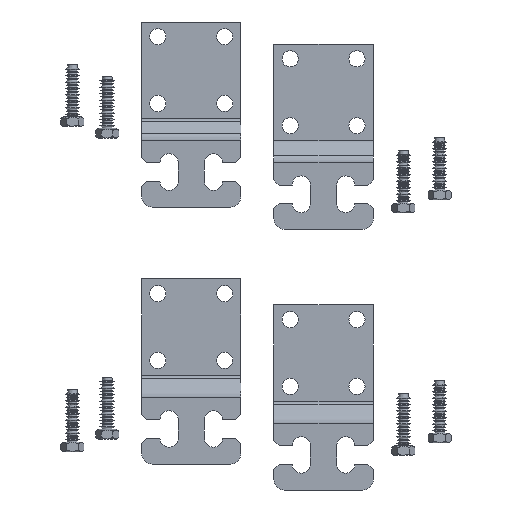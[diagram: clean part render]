
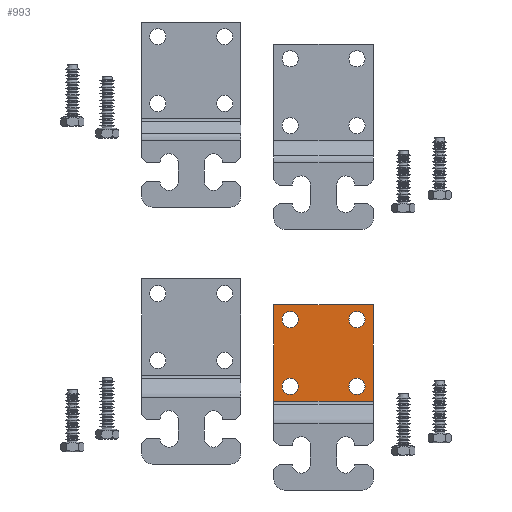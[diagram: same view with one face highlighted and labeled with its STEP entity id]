
A CAD part, front view. The second image highlights one B-rep face of the part: STEP entity #993.
In plain terms, the highlighted planar face has unit normal (0, -1, 0).
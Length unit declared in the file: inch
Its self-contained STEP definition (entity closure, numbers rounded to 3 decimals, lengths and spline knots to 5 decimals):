
#96 = VERTEX_POINT ( 'NONE', #2937 ) ;
#136 = VERTEX_POINT ( 'NONE', #2955 ) ;
#338 = VERTEX_POINT ( 'NONE', #3019 ) ;
#352 = VERTEX_POINT ( 'NONE', #2919 ) ;
#360 = VERTEX_POINT ( 'NONE', #2862 ) ;
#365 = VERTEX_POINT ( 'NONE', #2853 ) ;
#367 = VERTEX_POINT ( 'NONE', #2843 ) ;
#472 = VERTEX_POINT ( 'NONE', #2899 ) ;
#993 = ADVANCED_FACE ( 'NONE', ( #4016, #4008, #3939, #3950, #3963 ), #4319, .T. ) ;
#1281 = AXIS2_PLACEMENT_3D ( 'NONE', #4321, #4312, #4330 ) ;
#1546 = EDGE_LOOP ( 'NONE', ( #1694, #1612 ) ) ;
#1559 = ORIENTED_EDGE ( 'NONE', *, *, #2151, .T. ) ;
#1563 = EDGE_LOOP ( 'NONE', ( #1722, #1692, #1638, #1621 ) ) ;
#1576 = EDGE_LOOP ( 'NONE', ( #1723, #1689 ) ) ;
#1587 = ORIENTED_EDGE ( 'NONE', *, *, #1938, .T. ) ;
#1590 = EDGE_LOOP ( 'NONE', ( #1587, #1559 ) ) ;
#1612 = ORIENTED_EDGE ( 'NONE', *, *, #2154, .T. ) ;
#1621 = ORIENTED_EDGE ( 'NONE', *, *, #1935, .T. ) ;
#1627 = DIRECTION ( 'NONE',  ( 0., 1., 0. ) ) ;
#1638 = ORIENTED_EDGE ( 'NONE', *, *, #1943, .T. ) ;
#1652 = ORIENTED_EDGE ( 'NONE', *, *, #2139, .T. ) ;
#1657 = EDGE_LOOP ( 'NONE', ( #1675, #1652 ) ) ;
#1660 = CARTESIAN_POINT ( 'NONE',  ( -1.5897, 0., 0.32101 ) ) ;
#1672 = DIRECTION ( 'NONE',  ( 0., 0., -1. ) ) ;
#1675 = ORIENTED_EDGE ( 'NONE', *, *, #1937, .T. ) ;
#1689 = ORIENTED_EDGE ( 'NONE', *, *, #1866, .T. ) ;
#1692 = ORIENTED_EDGE ( 'NONE', *, *, #1942, .F. ) ;
#1694 = ORIENTED_EDGE ( 'NONE', *, *, #1939, .T. ) ;
#1722 = ORIENTED_EDGE ( 'NONE', *, *, #1941, .F. ) ;
#1723 = ORIENTED_EDGE ( 'NONE', *, *, #1940, .T. ) ;
#1754 = DIRECTION ( 'NONE',  ( 1., 0., 0. ) ) ;
#1765 = CARTESIAN_POINT ( 'NONE',  ( -1.9, 0., 0.04142 ) ) ;
#1866 = EDGE_CURVE ( 'NONE', #4028, #4077, #3802, .T. ) ;
#1935 = EDGE_CURVE ( 'NONE', #338, #96, #3606, .T. ) ;
#1937 = EDGE_CURVE ( 'NONE', #360, #4051, #3587, .T. ) ;
#1938 = EDGE_CURVE ( 'NONE', #4073, #352, #3663, .T. ) ;
#1939 = EDGE_CURVE ( 'NONE', #365, #367, #3588, .T. ) ;
#1940 = EDGE_CURVE ( 'NONE', #4077, #4028, #3596, .T. ) ;
#1941 = EDGE_CURVE ( 'NONE', #136, #96, #3615, .T. ) ;
#1942 = EDGE_CURVE ( 'NONE', #472, #136, #3671, .T. ) ;
#1943 = EDGE_CURVE ( 'NONE', #472, #338, #3657, .T. ) ;
#2139 = EDGE_CURVE ( 'NONE', #4051, #360, #4618, .T. ) ;
#2151 = EDGE_CURVE ( 'NONE', #352, #4073, #4633, .T. ) ;
#2154 = EDGE_CURVE ( 'NONE', #367, #365, #4638, .T. ) ;
#2270 = AXIS2_PLACEMENT_3D ( 'NONE', #2344, #2485, #2328 ) ;
#2271 = AXIS2_PLACEMENT_3D ( 'NONE', #2397, #2398, #2400 ) ;
#2286 = AXIS2_PLACEMENT_3D ( 'NONE', #2395, #2390, #2378 ) ;
#2328 = DIRECTION ( 'NONE',  ( 0., 0., -1. ) ) ;
#2344 = CARTESIAN_POINT ( 'NONE',  ( -0.3103, 0., 1.60041 ) ) ;
#2378 = DIRECTION ( 'NONE',  ( 0., 0., -1. ) ) ;
#2390 = DIRECTION ( 'NONE',  ( 0., 1., 0. ) ) ;
#2395 = CARTESIAN_POINT ( 'NONE',  ( -1.5897, 0., 1.60041 ) ) ;
#2397 = CARTESIAN_POINT ( 'NONE',  ( -0.3103, 0., 0.32101 ) ) ;
#2398 = DIRECTION ( 'NONE',  ( 0., 1., 0. ) ) ;
#2400 = DIRECTION ( 'NONE',  ( 0., 0., -1. ) ) ;
#2485 = DIRECTION ( 'NONE',  ( 0., 1., 0. ) ) ;
#2612 = CARTESIAN_POINT ( 'NONE',  ( -1.5897, 0., 0.16651 ) ) ;
#2669 = CARTESIAN_POINT ( 'NONE',  ( -1.5897, 0., 0.47551 ) ) ;
#2688 = CARTESIAN_POINT ( 'NONE',  ( -0.3103, 0., 1.75491 ) ) ;
#2752 = CARTESIAN_POINT ( 'NONE',  ( -1.5897, 0., 1.44591 ) ) ;
#2843 = CARTESIAN_POINT ( 'NONE',  ( -0.3103, 0., 0.16651 ) ) ;
#2853 = CARTESIAN_POINT ( 'NONE',  ( -0.3103, 0., 0.47551 ) ) ;
#2862 = CARTESIAN_POINT ( 'NONE',  ( -1.5897, 0., 1.75491 ) ) ;
#2899 = CARTESIAN_POINT ( 'NONE',  ( -1.9, 0., 1.88 ) ) ;
#2919 = CARTESIAN_POINT ( 'NONE',  ( -0.3103, 0., 1.44591 ) ) ;
#2937 = CARTESIAN_POINT ( 'NONE',  ( 0., 0., 0.04142 ) ) ;
#2955 = CARTESIAN_POINT ( 'NONE',  ( 0., 0., 1.88 ) ) ;
#3019 = CARTESIAN_POINT ( 'NONE',  ( -1.9, 0., 0.04142 ) ) ;
#3052 = DIRECTION ( 'NONE',  ( 0., 0., -1. ) ) ;
#3097 = CARTESIAN_POINT ( 'NONE',  ( 0., 0., 0.04142 ) ) ;
#3114 = CARTESIAN_POINT ( 'NONE',  ( -1.9, 0., 0.04142 ) ) ;
#3135 = CARTESIAN_POINT ( 'NONE',  ( -1.5897, 0., 0.32101 ) ) ;
#3159 = DIRECTION ( 'NONE',  ( 0., 1., 0. ) ) ;
#3172 = DIRECTION ( 'NONE',  ( 0., 0., -1. ) ) ;
#3184 = CARTESIAN_POINT ( 'NONE',  ( -1.9, 0., 1.88 ) ) ;
#3196 = CARTESIAN_POINT ( 'NONE',  ( -1.5897, 0., 1.60041 ) ) ;
#3198 = DIRECTION ( 'NONE',  ( 0., 1., 0. ) ) ;
#3201 = DIRECTION ( 'NONE',  ( 0., 0., -1. ) ) ;
#3204 = DIRECTION ( 'NONE',  ( 1., 0., 0. ) ) ;
#3208 = CARTESIAN_POINT ( 'NONE',  ( -0.3103, 0., 1.60041 ) ) ;
#3216 = DIRECTION ( 'NONE',  ( 0., 0., -1. ) ) ;
#3221 = DIRECTION ( 'NONE',  ( 0., 1., 0. ) ) ;
#3231 = DIRECTION ( 'NONE',  ( 0., 0., -1. ) ) ;
#3236 = DIRECTION ( 'NONE',  ( 0., 0., -1. ) ) ;
#3244 = CARTESIAN_POINT ( 'NONE',  ( -0.3103, 0., 0.32101 ) ) ;
#3246 = DIRECTION ( 'NONE',  ( 0., 1., 0. ) ) ;
#3587 = CIRCLE ( 'NONE', #4859, 0.1545 ) ;
#3588 = CIRCLE ( 'NONE', #4861, 0.1545 ) ;
#3595 = VECTOR ( 'NONE', #3236, 39.37008 ) ;
#3596 = CIRCLE ( 'NONE', #4862, 0.1545 ) ;
#3601 = VECTOR ( 'NONE', #3204, 39.37008 ) ;
#3606 = LINE ( 'NONE', #1765, #3692 ) ;
#3615 = LINE ( 'NONE', #3097, #3595 ) ;
#3627 = VECTOR ( 'NONE', #3216, 39.37008 ) ;
#3657 = LINE ( 'NONE', #3114, #3627 ) ;
#3663 = CIRCLE ( 'NONE', #4860, 0.1545 ) ;
#3671 = LINE ( 'NONE', #3184, #3601 ) ;
#3692 = VECTOR ( 'NONE', #1754, 39.37008 ) ;
#3802 = CIRCLE ( 'NONE', #4809, 0.1545 ) ;
#3939 = FACE_BOUND ( 'NONE', #1546, .T. ) ;
#3950 = FACE_BOUND ( 'NONE', #1576, .T. ) ;
#3963 = FACE_OUTER_BOUND ( 'NONE', #1563, .T. ) ;
#4008 = FACE_BOUND ( 'NONE', #1590, .T. ) ;
#4016 = FACE_BOUND ( 'NONE', #1657, .T. ) ;
#4028 = VERTEX_POINT ( 'NONE', #2612 ) ;
#4051 = VERTEX_POINT ( 'NONE', #2752 ) ;
#4073 = VERTEX_POINT ( 'NONE', #2688 ) ;
#4077 = VERTEX_POINT ( 'NONE', #2669 ) ;
#4312 = DIRECTION ( 'NONE',  ( 0., -1., 0. ) ) ;
#4319 = PLANE ( 'NONE',  #1281 ) ;
#4321 = CARTESIAN_POINT ( 'NONE',  ( -1.9, 0., 0.04142 ) ) ;
#4330 = DIRECTION ( 'NONE',  ( 0., 0., -1. ) ) ;
#4618 = CIRCLE ( 'NONE', #2286, 0.1545 ) ;
#4633 = CIRCLE ( 'NONE', #2270, 0.1545 ) ;
#4638 = CIRCLE ( 'NONE', #2271, 0.1545 ) ;
#4809 = AXIS2_PLACEMENT_3D ( 'NONE', #1660, #1627, #1672 ) ;
#4859 = AXIS2_PLACEMENT_3D ( 'NONE', #3196, #3198, #3201 ) ;
#4860 = AXIS2_PLACEMENT_3D ( 'NONE', #3208, #3221, #3231 ) ;
#4861 = AXIS2_PLACEMENT_3D ( 'NONE', #3244, #3246, #3052 ) ;
#4862 = AXIS2_PLACEMENT_3D ( 'NONE', #3135, #3159, #3172 ) ;
